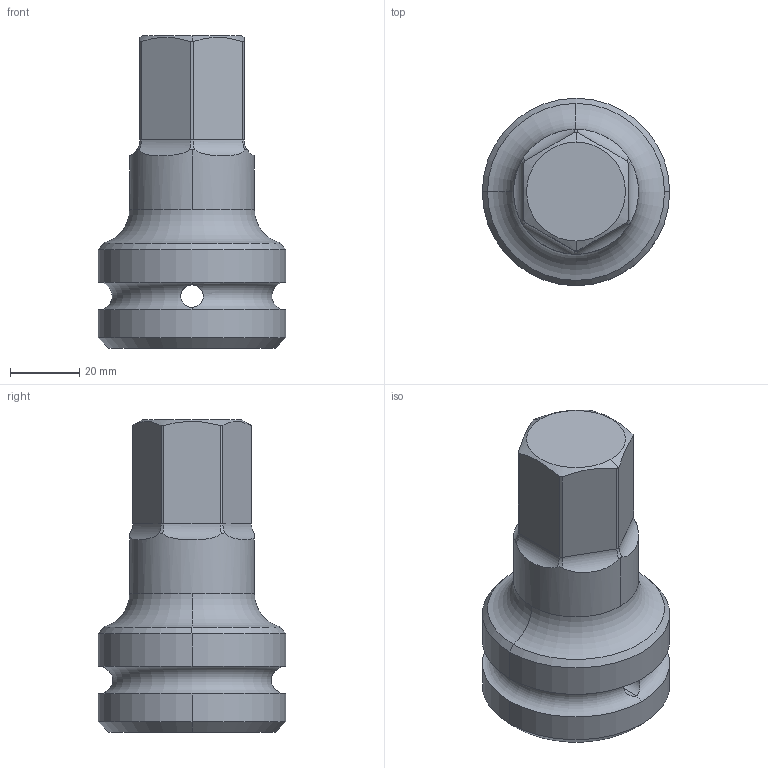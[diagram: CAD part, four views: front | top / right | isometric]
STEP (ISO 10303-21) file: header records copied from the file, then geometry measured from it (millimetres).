
FILE_DESCRIPTION((''),'2;1');
FILE_NAME('4027162330','2023-08-22T11:26:08',('A00565553'),(''),'CREO PARAMETRIC BY PTC INC, 2022414','CREO PARAMETRIC BY PTC INC, 2022414','');
FILE_SCHEMA(('CONFIG_CONTROL_DESIGN','GEOMETRIC_VALIDATION_PROPERTIES_MIM'));
Length unit declared in the file: millimetre
Products named in the file (1): 4027162330
Bounding box: 54 x 54 x 90 mm (x, y, z)
Volume: 98998.7 mm3; surface area: 18763 mm2
Topology: 1 solids, 1 shells, 71 faces, 192 edges, 114 vertices
Faces by surface type: cylinder 26, cone 18, plane 17, torus 10
Entity records: 2533 total; most frequent: CARTESIAN_POINT 711, ORIENTED_EDGE 368, DIRECTION 352, EDGE_CURVE 184, AXIS2_PLACEMENT_3D 145, VERTEX_POINT 114, EDGE_LOOP 74, CIRCLE 74
